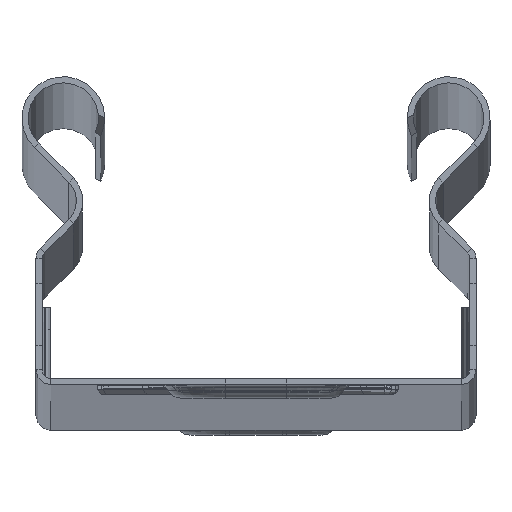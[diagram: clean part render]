
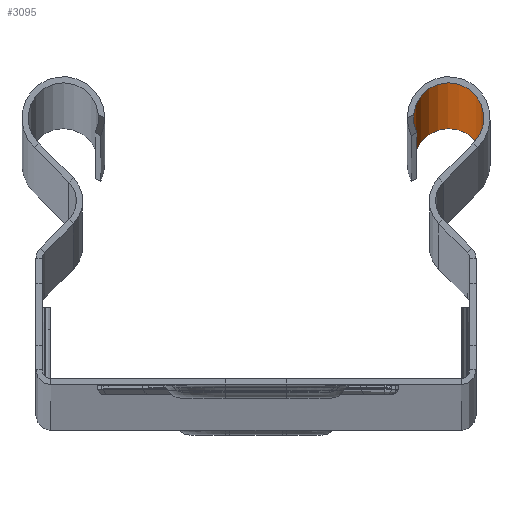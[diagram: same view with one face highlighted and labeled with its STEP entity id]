
A CAD part, top view. The second image highlights one B-rep face of the part: STEP entity #3095.
In plain terms, the highlighted cylindrical face has radius 4 mm (diameter 8 mm), a partial arc.
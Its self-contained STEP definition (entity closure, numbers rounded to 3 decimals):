
#365 = CARTESIAN_POINT ( 'NONE',  ( 24.717, 27.475, 31.5 ) ) ;
#408 = VERTEX_POINT ( 'NONE', #5868 ) ;
#628 = ORIENTED_EDGE ( 'NONE', *, *, #7733, .T. ) ;
#633 = ORIENTED_EDGE ( 'NONE', *, *, #6922, .T. ) ;
#743 = EDGE_CURVE ( 'NONE', #2243, #2413, #1180, .T. ) ;
#935 = CARTESIAN_POINT ( 'NONE',  ( 17.842, 29.949, 32.112 ) ) ;
#1027 = CARTESIAN_POINT ( 'NONE',  ( 17.965, 29.253, 2998.706 ) ) ;
#1096 = ORIENTED_EDGE ( 'NONE', *, *, #743, .T. ) ;
#1180 = CIRCLE ( 'NONE', #9544, 4. ) ;
#1248 = AXIS2_PLACEMENT_3D ( 'NONE', #4492, #8235, #6703 ) ;
#1265 = DIRECTION ( 'NONE',  ( 0., 0., -1. ) ) ;
#1700 = EDGE_LOOP ( 'NONE', ( #8312, #628, #6997, #633, #1096, #2718 ) ) ;
#1702 = CARTESIAN_POINT ( 'NONE',  ( 17.965, 29.253, 32.794 ) ) ;
#1806 = CARTESIAN_POINT ( 'NONE',  ( 17.904, 30.652, 3000. ) ) ;
#2243 = VERTEX_POINT ( 'NONE', #8884 ) ;
#2335 = VECTOR ( 'NONE', #6220, 1000. ) ;
#2413 = VERTEX_POINT ( 'NONE', #4619 ) ;
#2514 = CARTESIAN_POINT ( 'NONE',  ( 18.263, 28.613, 2998. ) ) ;
#2718 = ORIENTED_EDGE ( 'NONE', *, *, #3648, .T. ) ;
#2901 = EDGE_CURVE ( 'NONE', #408, #6055, #9684, .T. ) ;
#3095 = ADVANCED_FACE ( 'NONE', ( #9317 ), #3926, .F. ) ;
#3161 = CARTESIAN_POINT ( 'NONE',  ( 24.717, 27.475, 31.5 ) ) ;
#3648 = EDGE_CURVE ( 'NONE', #2413, #408, #4629, .T. ) ;
#3926 = CYLINDRICAL_SURFACE ( 'NONE', #8649, 4. ) ;
#4317 = DIRECTION ( 'NONE',  ( -1., 0., 0. ) ) ;
#4352 = CARTESIAN_POINT ( 'NONE',  ( 21.889, 30.304, 3000. ) ) ;
#4387 = CARTESIAN_POINT ( 'NONE',  ( 18.263, 28.613, 33.5 ) ) ;
#4492 = CARTESIAN_POINT ( 'NONE',  ( 21.889, 30.304, 31.5 ) ) ;
#4619 = CARTESIAN_POINT ( 'NONE',  ( 17.904, 30.652, 3000. ) ) ;
#4629 =( BOUNDED_CURVE ( )  B_SPLINE_CURVE ( 3, ( #1806, #4784, #1027, #2514 ),
 .UNSPECIFIED., .F., .T. ) 
 B_SPLINE_CURVE_WITH_KNOTS ( ( 4, 4 ),
 ( 4.189, 4.712 ),
 .UNSPECIFIED. ) 
 CURVE ( )  GEOMETRIC_REPRESENTATION_ITEM ( )  RATIONAL_B_SPLINE_CURVE ( ( 1., 0.977, 0.977, 1. ) ) 
 REPRESENTATION_ITEM ( '' )  );
#4784 = CARTESIAN_POINT ( 'NONE',  ( 17.842, 29.949, 2999.388 ) ) ;
#4835 = LINE ( 'NONE', #365, #2335 ) ;
#5355 = DIRECTION ( 'NONE',  ( -0.906, -0.423, 0. ) ) ;
#5764 =( BOUNDED_CURVE ( )  B_SPLINE_CURVE ( 3, ( #6342, #1702, #935, #6310 ),
 .UNSPECIFIED., .F., .F. ) 
 B_SPLINE_CURVE_WITH_KNOTS ( ( 4, 4 ),
 ( 4.712, 5.236 ),
 .UNSPECIFIED. ) 
 CURVE ( )  GEOMETRIC_REPRESENTATION_ITEM ( )  RATIONAL_B_SPLINE_CURVE ( ( 1., 0.977, 0.977, 1. ) ) 
 REPRESENTATION_ITEM ( '' )  );
#5868 = CARTESIAN_POINT ( 'NONE',  ( 18.263, 28.613, 2998. ) ) ;
#6022 = CARTESIAN_POINT ( 'NONE',  ( 17.904, 30.652, 31.5 ) ) ;
#6055 = VERTEX_POINT ( 'NONE', #4387 ) ;
#6220 = DIRECTION ( 'NONE',  ( 0., 0., 1. ) ) ;
#6310 = CARTESIAN_POINT ( 'NONE',  ( 17.904, 30.652, 31.5 ) ) ;
#6342 = CARTESIAN_POINT ( 'NONE',  ( 18.263, 28.613, 33.5 ) ) ;
#6703 = DIRECTION ( 'NONE',  ( -1., 0., 0. ) ) ;
#6814 = VECTOR ( 'NONE', #1265, 1000. ) ;
#6922 = EDGE_CURVE ( 'NONE', #8177, #2243, #4835, .T. ) ;
#6997 = ORIENTED_EDGE ( 'NONE', *, *, #7475, .T. ) ;
#7229 = CIRCLE ( 'NONE', #1248, 4. ) ;
#7327 = DIRECTION ( 'NONE',  ( 0., 0., 1. ) ) ;
#7475 = EDGE_CURVE ( 'NONE', #8050, #8177, #7229, .T. ) ;
#7733 = EDGE_CURVE ( 'NONE', #6055, #8050, #5764, .T. ) ;
#8050 = VERTEX_POINT ( 'NONE', #6022 ) ;
#8177 = VERTEX_POINT ( 'NONE', #3161 ) ;
#8235 = DIRECTION ( 'NONE',  ( 0., 0., -1. ) ) ;
#8312 = ORIENTED_EDGE ( 'NONE', *, *, #2901, .T. ) ;
#8649 = AXIS2_PLACEMENT_3D ( 'NONE', #9114, #9949, #5355 ) ;
#8884 = CARTESIAN_POINT ( 'NONE',  ( 24.717, 27.475, 3000. ) ) ;
#9114 = CARTESIAN_POINT ( 'NONE',  ( 21.889, 30.304, 31.5 ) ) ;
#9317 = FACE_OUTER_BOUND ( 'NONE', #1700, .T. ) ;
#9544 = AXIS2_PLACEMENT_3D ( 'NONE', #4352, #7327, #4317 ) ;
#9684 = LINE ( 'NONE', #9740, #6814 ) ;
#9740 = CARTESIAN_POINT ( 'NONE',  ( 18.263, 28.613, 31.5 ) ) ;
#9949 = DIRECTION ( 'NONE',  ( 0., 0., -1. ) ) ;
